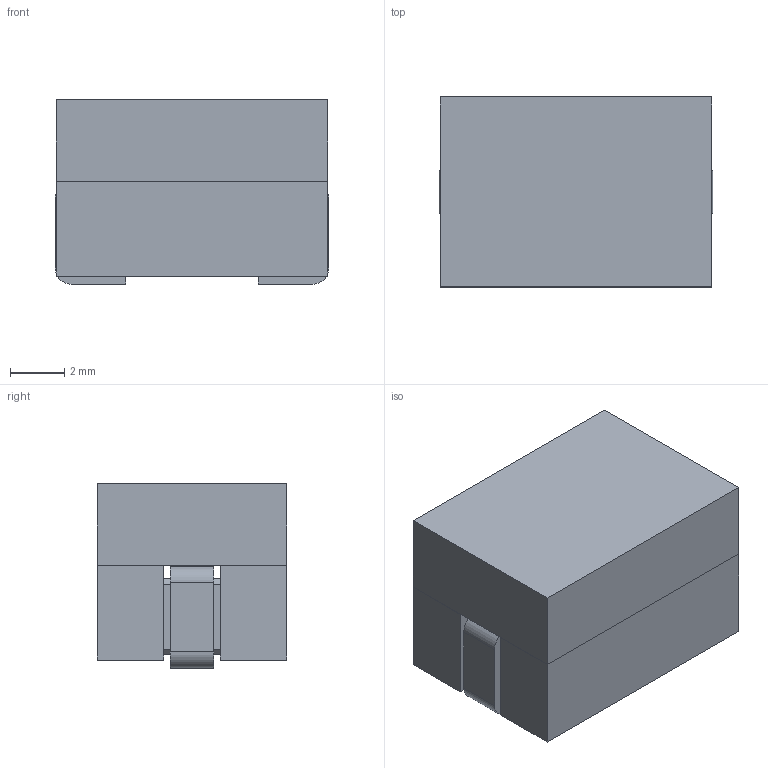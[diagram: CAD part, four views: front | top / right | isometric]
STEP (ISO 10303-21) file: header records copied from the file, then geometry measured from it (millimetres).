
FILE_DESCRIPTION(/* description */ (''),/* implementation_level */ '2;1');
FILE_NAME(/* name */ 'IND_WURTH_WE-HCM_1070.stp',/* time_stamp */ '2016-05-27T11:28:35+02:00',/* author */ ('riccim'),/* organization */ ('SolidWorks'),/* preprocessor_version */ 'ST-DEVELOPER v15.5',/* originating_system */ 'AutoCAD Mechanical',/* authorisation */ ' ');
FILE_SCHEMA (('AUTOMOTIVE_DESIGN { 1 0 10303 214 3 1 1 }'));
Length unit declared in the file: millimetre
Products named in the file (1): Product
Bounding box: 10.1 x 7 x 6.8 mm (x, y, z)
Volume: 449.1 mm3; surface area: 595.5 mm2
Topology: 3 solids, 3 shells, 48 faces, 120 edges, 80 vertices
Faces by surface type: plane 40, cylinder 8
Entity records: 1457 total; most frequent: CARTESIAN_POINT 249, ORIENTED_EDGE 240, DIRECTION 234, EDGE_CURVE 120, LINE 104, VECTOR 104, VERTEX_POINT 80, AXIS2_PLACEMENT_3D 65
